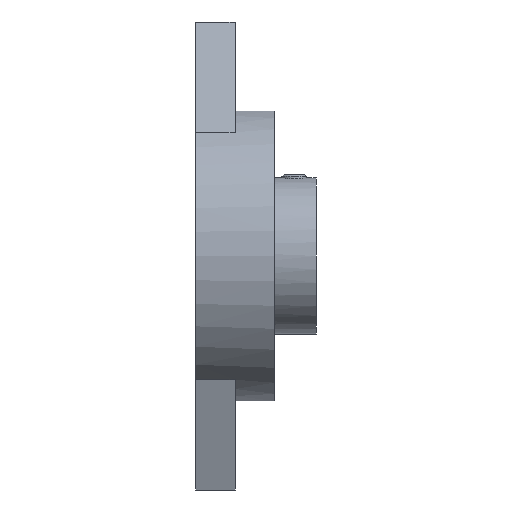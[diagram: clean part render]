
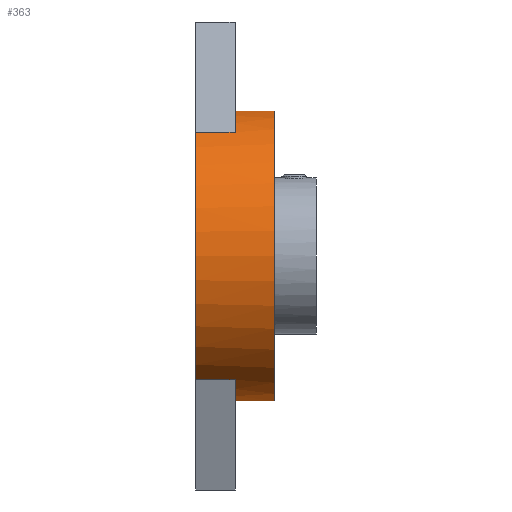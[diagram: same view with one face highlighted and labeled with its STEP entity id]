
A CAD part, left-side view. The second image highlights one B-rep face of the part: STEP entity #363.
In plain terms, the highlighted cylindrical face has radius 30 mm (diameter 60 mm), a partial arc.
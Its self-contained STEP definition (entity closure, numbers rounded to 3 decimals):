
#135=CARTESIAN_POINT('POINT12',(-5.887,-16.,
   29.417));
#136=VERTEX_POINT('VERTEX12',#135);
#144=CARTESIAN_POINT('POINT13',(-5.887,-16.,
   -29.417));
#145=VERTEX_POINT('VERTEX13',#144);
#146=CARTESIAN_POINT('POS13',(0.,-16.,
   0.));
#147=DIRECTION('DIR23',(0.,-1.,
   0.));
#148=DIRECTION('DIR24',(0.,0.,
   -1.));
#149=AXIS2_PLACEMENT_3D('AXIS11',#146,#147,#148);
#150=CIRCLE('ELLIPSE8',#149,30.);
#151=EDGE_CURVE('EDGE16',#136,#145,#150,.T.);
#172=CARTESIAN_POINT('POINT15',(-5.887,-8.,
   29.417));
#173=VERTEX_POINT('VERTEX15',#172);
#174=CARTESIAN_POINT('POS16',(-5.887,-12.,
   29.417));
#175=DIRECTION('DIR29',(0.,1.,0.));
#176=VECTOR('VEC3',#175,1.);
#177=LINE('STRAIGHT3',#174,#176);
#178=EDGE_CURVE('EDGE19',#136,#173,#177,.T.);
#229=CARTESIAN_POINT('POINT21',(-16.396,-8.,
   25.123));
#230=VERTEX_POINT('VERTEX21',#229);
#237=CARTESIAN_POINT('POS23',(0.,-8.,
   0.));
#238=DIRECTION('DIR39',(0.,1.,
   0.));
#239=DIRECTION('DIR40',(0.,0.,
   -1.));
#240=AXIS2_PLACEMENT_3D('AXIS17',#237,#238,#239);
#241=CIRCLE('ELLIPSE12',#240,30.);
#242=EDGE_CURVE('EDGE26',#230,#173,#241,.T.);
#288=CARTESIAN_POINT('POINT25',(-5.887,-8.,
   -29.417));
#289=VERTEX_POINT('VERTEX25',#288);
#290=CARTESIAN_POINT('POS28',(-5.887,-12.,
   -29.417));
#291=DIRECTION('DIR48',(0.,-1.,0.));
#292=VECTOR('VEC8',#291,1.);
#293=LINE('STRAIGHT8',#290,#292);
#294=EDGE_CURVE('EDGE31',#289,#145,#293,.T.);
#320=ORIENTED_EDGE('COEDGE51',*,*,#178,.T.);
#321=ORIENTED_EDGE('COEDGE52',*,*,#242,.F.);
#322=CARTESIAN_POINT('POINT27',(-16.396,
   0.,25.123));
#323=VERTEX_POINT('VERTEX27',#322);
#324=CARTESIAN_POINT('POS32',(-16.396,-8.,
   25.123));
#325=DIRECTION('DIR54',(0.,-1.,
   0.));
#326=VECTOR('VEC10',#325,1.);
#327=LINE('STRAIGHT10',#324,#326);
#328=EDGE_CURVE('EDGE34',#323,#230,#327,.T.);
#329=ORIENTED_EDGE('COEDGE53',*,*,#328,.F.);
#330=CARTESIAN_POINT('POINT28',(-16.396,
   0.,-25.123));
#331=VERTEX_POINT('VERTEX28',#330);
#332=CARTESIAN_POINT('POS33',(0.,0.,0.));
#333=DIRECTION('DIR55',(0.,1.,
   0.));
#334=DIRECTION('DIR56',(0.,0.,
   -1.));
#335=AXIS2_PLACEMENT_3D('AXIS23',#332,#333,#334);
#336=CIRCLE('ELLIPSE15',#335,30.);
#337=EDGE_CURVE('EDGE35',#331,#323,#336,.T.);
#338=ORIENTED_EDGE('COEDGE54',*,*,#337,.F.);
#339=CARTESIAN_POINT('POINT29',(-16.396,-8.,
   -25.123));
#340=VERTEX_POINT('VERTEX29',#339);
#341=CARTESIAN_POINT('POS34',(-16.396,-8.,
   -25.123));
#342=DIRECTION('DIR57',(0.,1.,
   0.));
#343=VECTOR('VEC11',#342,1.);
#344=LINE('STRAIGHT11',#341,#343);
#345=EDGE_CURVE('EDGE36',#340,#331,#344,.T.);
#346=ORIENTED_EDGE('COEDGE55',*,*,#345,.F.);
#347=CARTESIAN_POINT('POS35',(0.,-8.,
   0.));
#348=DIRECTION('DIR58',(0.,1.,
   0.));
#349=DIRECTION('DIR59',(0.,0.,
   -1.));
#350=AXIS2_PLACEMENT_3D('AXIS24',#347,#348,#349);
#351=CIRCLE('ELLIPSE16',#350,30.);
#352=EDGE_CURVE('EDGE37',#289,#340,#351,.T.);
#353=ORIENTED_EDGE('COEDGE56',*,*,#352,.F.);
#354=ORIENTED_EDGE('COEDGE57',*,*,#294,.T.);
#355=ORIENTED_EDGE('COEDGE58',*,*,#151,.F.);
#356=EDGE_LOOP('NONE',(#320,#321,#329,#338,#346,#353,#354,#355));
#357=FACE_BOUND('LOOP1',#356,.T.);
#358=CARTESIAN_POINT('POS36',(0.,-8.,
   0.));
#359=DIRECTION('DIR60',(0.,-1.,
   0.));
#360=DIRECTION('DIR61',(0.,0.,
   -1.));
#361=AXIS2_PLACEMENT_3D('AXIS25',#358,#359,#360);
#362=CYLINDRICAL_SURFACE('CONE_SURF4',#361,30.);
#363=ADVANCED_FACE('FACE11',(#357),#362,.T.);
